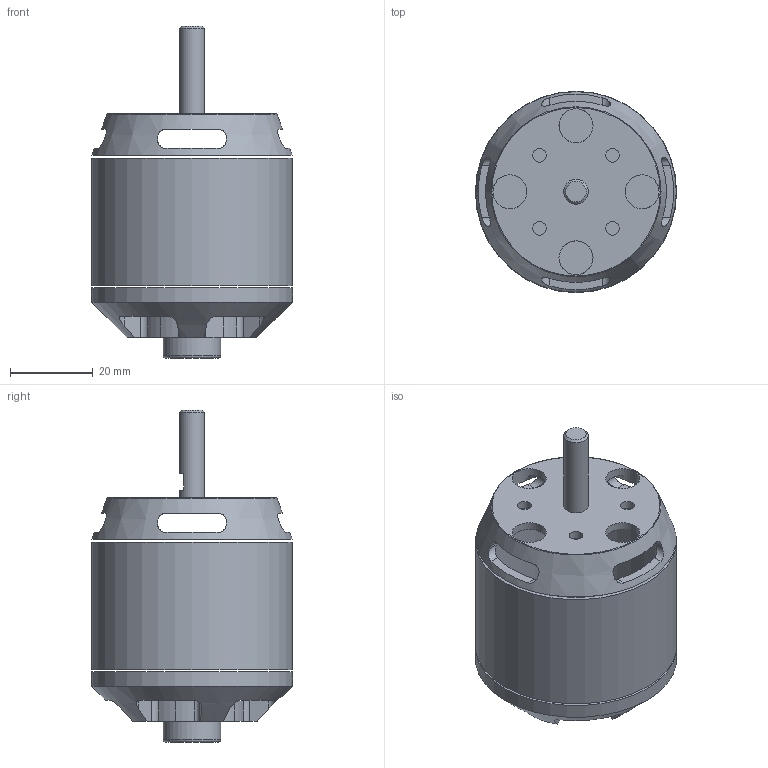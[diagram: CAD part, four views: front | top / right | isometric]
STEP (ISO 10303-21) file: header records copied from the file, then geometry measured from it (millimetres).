
FILE_DESCRIPTION(/* description */ (''),/* implementation_level */ '2;1');
FILE_NAME(/* name */ 'Turnigy Aerodrive SK3 v4.step',/* time_stamp */ '2018-12-08T23:53:21+01:00',/* author */ ('roan11'),/* organization */ (''),/* preprocessor_version */ 'ST-DEVELOPER v17.2',/* originating_system */ 'Autodesk Translation Framework v7.6.0.251',/* authorisation */ '');
FILE_SCHEMA (('AUTOMOTIVE_DESIGN { 1 0 10303 214 3 1 1 }'));
Length unit declared in the file: millimetre
Products named in the file (1): Turnigy Aerodrive SK3
Bounding box: 48.7 x 48.7 x 80.4 mm (x, y, z)
Volume: 20556.3 mm3; surface area: 22174.1 mm2
Topology: 3 solids, 3 shells, 125 faces, 397 edges, 265 vertices
Faces by surface type: cylinder 74, plane 40, cone 9, torus 2
Full cylindrical faces by diameter (mm): 2.529 x3, 3.332 x4, 6 x1, 8 x2, 8.246 x4, 14 x1, 46.7 x1, 48.7 x2
Entity records: 4993 total; most frequent: CARTESIAN_POINT 1438, ORIENTED_EDGE 794, DIRECTION 703, EDGE_CURVE 397, AXIS2_PLACEMENT_3D 287, VERTEX_POINT 265, CIRCLE 161, EDGE_LOOP 156
